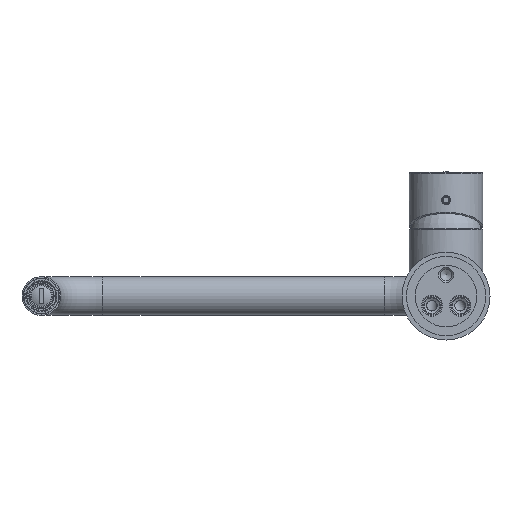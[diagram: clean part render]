
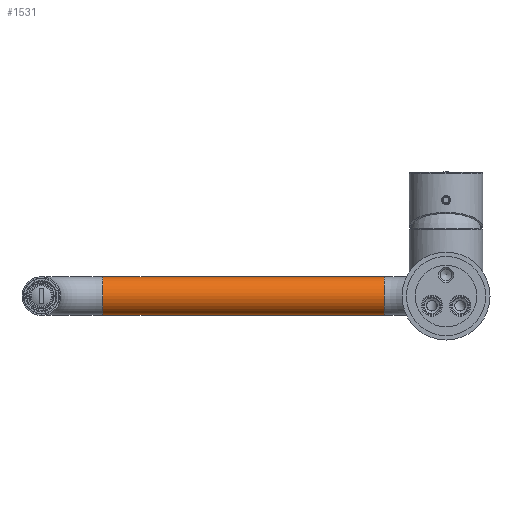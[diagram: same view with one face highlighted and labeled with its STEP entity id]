
A CAD part, front view. The second image highlights one B-rep face of the part: STEP entity #1531.
In plain terms, the highlighted cylindrical face has radius 11 mm (diameter 22 mm), a full revolution.
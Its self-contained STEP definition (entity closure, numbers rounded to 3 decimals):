
#176=CYLINDRICAL_SURFACE('',#2198,11.);
#329=ORIENTED_EDGE('',*,*,#607,.T.);
#330=ORIENTED_EDGE('',*,*,#608,.F.);
#607=EDGE_CURVE('',#813,#813,#983,.T.);
#608=EDGE_CURVE('',#814,#814,#984,.T.);
#813=VERTEX_POINT('',#3227);
#814=VERTEX_POINT('',#3230);
#983=CIRCLE('',#2197,11.);
#984=CIRCLE('',#2199,11.);
#1109=EDGE_LOOP('',(#329));
#1110=EDGE_LOOP('',(#330));
#1303=FACE_BOUND('',#1109,.T.);
#1304=FACE_BOUND('',#1110,.T.);
#1531=ADVANCED_FACE('',(#1303,#1304),#176,.T.);
#2197=AXIS2_PLACEMENT_3D('',#3226,#2593,#2594);
#2198=AXIS2_PLACEMENT_3D('',#3228,#2595,#2596);
#2199=AXIS2_PLACEMENT_3D('',#3229,#2597,#2598);
#2593=DIRECTION('',(1.,0.,0.));
#2594=DIRECTION('',(0.,0.,1.));
#2595=DIRECTION('',(-1.,0.,0.));
#2596=DIRECTION('',(0.,-1.,0.));
#2597=DIRECTION('',(1.,0.,0.));
#2598=DIRECTION('',(0.,0.,1.));
#3226=CARTESIAN_POINT('',(-195.,250.,-5.25));
#3227=CARTESIAN_POINT('',(-195.,250.,5.75));
#3228=CARTESIAN_POINT('',(-35.,250.,-5.25));
#3229=CARTESIAN_POINT('',(-35.,250.,-5.25));
#3230=CARTESIAN_POINT('',(-35.,250.,5.75));
